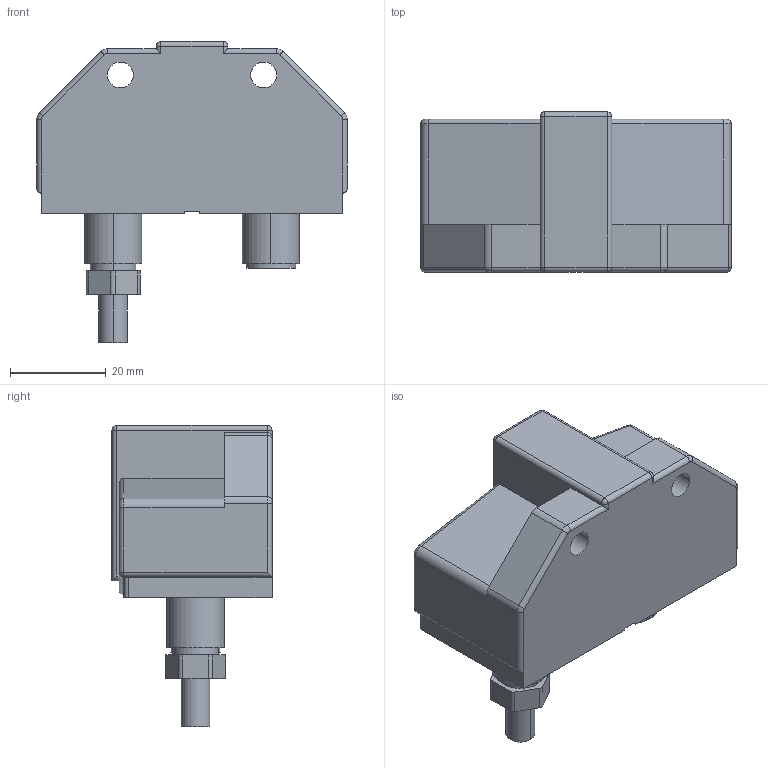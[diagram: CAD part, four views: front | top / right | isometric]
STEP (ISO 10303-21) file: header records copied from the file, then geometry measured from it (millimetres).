
FILE_DESCRIPTION((''),'2;1');
FILE_NAME('DM_CAD-0285B_KPL_SW0001','2021-02-24T12:49:53',('creinig-se'),(''),'CREO PARAMETRIC BY PTC INC, 2019292','CREO PARAMETRIC BY PTC INC, 2019292','');
FILE_SCHEMA(('CONFIG_CONTROL_DESIGN','SHAPE_APPEARANCE_LAYERS_GROUPS'));
Length unit declared in the file: millimetre
Products named in the file (1): DM_CAD-0285B_KPL_SW0001
Bounding box: 65 x 33.5 x 63 mm (x, y, z)
Volume: 59743.9 mm3; surface area: 12222.6 mm2
Topology: 1 solids, 1 shells, 187 faces, 572 edges, 505 vertices
Faces by surface type: cylinder 99, plane 56, bspline 14, cone 8, sphere 6, torus 4
Entity records: 7896 total; most frequent: CARTESIAN_POINT 1642, DIRECTION 1150, ORIENTED_EDGE 924, EDGE_CURVE 462, AXIS2_PLACEMENT_3D 432, VERTEX_POINT 293, VECTOR 286, LINE 286
